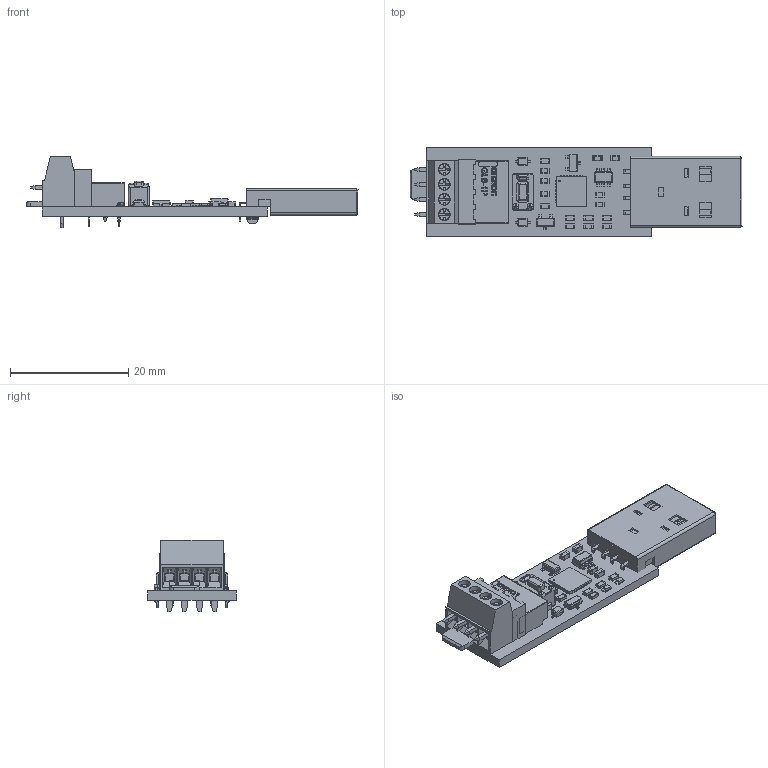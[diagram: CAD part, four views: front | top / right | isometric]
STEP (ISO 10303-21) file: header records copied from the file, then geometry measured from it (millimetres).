
FILE_DESCRIPTION(('Open CASCADE Model'),'2;1');
FILE_NAME('Open CASCADE Shape Model','2025-03-01T17:14:27',('Author'),( 'Open CASCADE'),'Open CASCADE STEP processor 7.5','Open CASCADE 7.5' ,'Unknown');
FILE_SCHEMA(('AUTOMOTIVE_DESIGN { 1 0 10303 214 1 1 1 1 }'));
Length unit declared in the file: millimetre
Products named in the file (84): PCB; Board; Open CASCADE STEP translator 7.5 3.1.1; U1; 6335647760; C7; 6335645600; Terminal; Open CASCADE STEP translator 6.8 16.1.1; Open CASCADE STEP translator 6.8 16.1.2; Mid_Body; Open CASCADE STEP translator 6.8 16.2.1; C6; 6174705696; C5; D3; 6335647840; Body; Open CASCADE STEP translator 6.8 21.1.1; Leader; J2; Fan Header 90deg; R7; 6335645040; Open CASCADE STEP translator 6.8 20.2.1; Mark; R3; Resitor Through Hole 125 mW; R4; 6335644000; R2; R6; D2; SOD323; SOD323-PCB-001; SOD323-LP-001; D1; PB1; SKQMBA; C2 ...
Assembly tree (114 placements, depth 5):
  PCB
    Board
      Open CASCADE STEP translator 7.5 3.1.1
    U1
      6335647760
    C7
      6335645600
        Terminal
          Open CASCADE STEP translator 6.8 16.1.1
          Open CASCADE STEP translator 6.8 16.1.2
        Mid_Body
          Open CASCADE STEP translator 6.8 16.2.1
    C6
      6174705696
        Terminal
          Open CASCADE STEP translator 6.8 16.1.1
          Open CASCADE STEP translator 6.8 16.1.2
        Mid_Body
          Open CASCADE STEP translator 6.8 16.2.1
    C5
      6174705696
        Terminal
          Open CASCADE STEP translator 6.8 16.1.1
          Open CASCADE STEP translator 6.8 16.1.2
        Mid_Body
          Open CASCADE STEP translator 6.8 16.2.1
    D3
      6335647840
        Body
          Open CASCADE STEP translator 6.8 21.1.1
        Leader  x6
    J2
      Fan Header 90deg
    R7
      6335645040
        Mid_Body
        Terminal  x2
          Open CASCADE STEP translator 6.8 20.2.1
        Mark
    R3
      Resitor Through Hole 125 mW
    R4
      6335644000
        Mid_Body
        Terminal  x2
          Open CASCADE STEP translator 6.8 20.2.1
        Mark
    R2
      6335644000
        Mid_Body
        Terminal  x2
          Open CASCADE STEP translator 6.8 20.2.1
        Mark
    R6
      6335644000
        Mid_Body
        Terminal  x2
          Open CASCADE STEP translator 6.8 20.2.1
        Mark
    D2
Bounding box: 56.05 x 15 x 12 mm (x, y, z)
Volume: 2395.7 mm3; surface area: 6118.5 mm2
Topology: 128 solids, 129 shells, 2753 faces, 6690 edges, 4126 vertices
Faces by surface type: plane 1910, cylinder 597, bspline 114, sphere 106, torus 16, cone 10
Full cylindrical faces by diameter (mm): 0.255 x1, 0.4 x4, 1 x2, 1.5 x8, 1.6 x1, 1.7 x4, 2 x4, 2.1 x4
Entity records: 66792 total; most frequent: CARTESIAN_POINT 14743, ORIENTED_EDGE 9226, DIRECTION 8843, EDGE_CURVE 4613, LINE 3577, VECTOR 3577, VERTEX_POINT 2910, AXIS2_PLACEMENT_3D 2633
